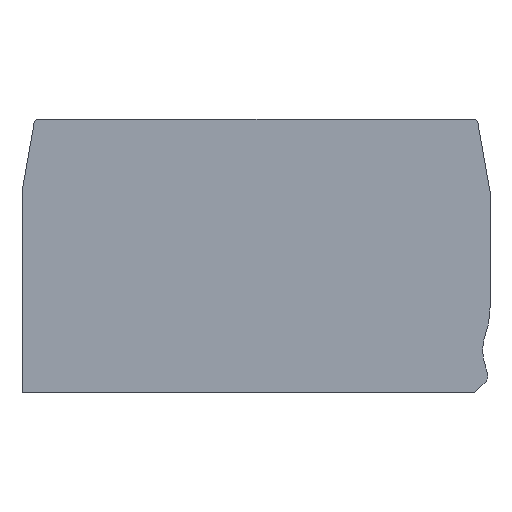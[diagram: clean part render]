
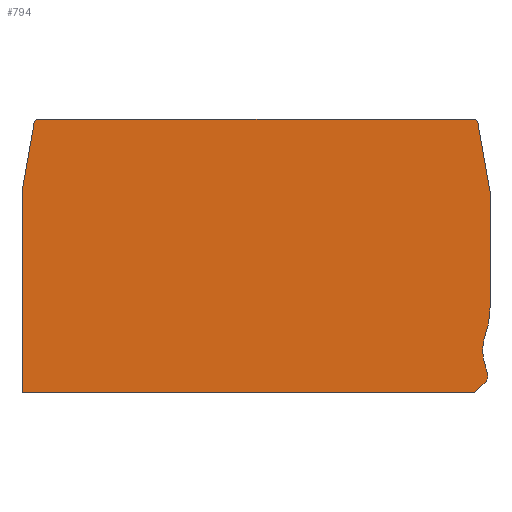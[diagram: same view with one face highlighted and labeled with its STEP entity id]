
A CAD part, top view. The second image highlights one B-rep face of the part: STEP entity #794.
In plain terms, the highlighted planar face has unit normal (0, 0, 1).
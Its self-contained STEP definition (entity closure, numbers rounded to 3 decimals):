
#165=CARTESIAN_POINT('',(22.553,-0.5,1.5));
#166=DIRECTION('',(0.,0.,1.));
#167=DIRECTION('',(0.985,0.174,0.));
#168=AXIS2_PLACEMENT_3D('',#165,#166,#167);
#170=DIRECTION('',(-0.174,0.985,0.));
#171=VECTOR('',#170,7.227);
#172=CARTESIAN_POINT('',(24.3,-7.53,1.5));
#173=LINE('',#172,#171);
#174=CARTESIAN_POINT('',(16.3,-19.608,1.5));
#175=DIRECTION('',(0.,0.,1.));
#176=DIRECTION('',(0.943,-0.332,0.));
#177=AXIS2_PLACEMENT_3D('',#174,#175,#176);
#179=CARTESIAN_POINT('',(28.8,-24.003,1.5));
#180=DIRECTION('',(0.,0.,-1.));
#181=DIRECTION('',(-1.,0.,0.));
#182=AXIS2_PLACEMENT_3D('',#179,#180,#181);
#184=CARTESIAN_POINT('',(28.8,-24.003,1.5));
#185=DIRECTION('',(0.,0.,-1.));
#186=DIRECTION('',(-0.943,-0.332,0.));
#187=AXIS2_PLACEMENT_3D('',#184,#185,#186);
#189=CARTESIAN_POINT('',(16.3,-28.397,1.5));
#190=DIRECTION('',(0.,0.,1.));
#191=DIRECTION('',(0.968,0.249,0.));
#192=AXIS2_PLACEMENT_3D('',#189,#190,#191);
#194=CARTESIAN_POINT('',(23.079,-26.653,1.5));
#195=DIRECTION('',(0.,0.,1.));
#196=DIRECTION('',(1.,0.,0.));
#197=AXIS2_PLACEMENT_3D('',#194,#195,#196);
#199=CARTESIAN_POINT('',(23.079,-26.653,1.5));
#200=DIRECTION('',(0.,0.,1.));
#201=DIRECTION('',(0.707,-0.707,0.));
#202=AXIS2_PLACEMENT_3D('',#199,#200,#201);
#204=DIRECTION('',(0.707,0.707,0.));
#205=VECTOR('',#204,1.541);
#206=CARTESIAN_POINT('',(22.696,-28.45,1.5));
#207=LINE('',#206,#205);
#208=DIRECTION('',(-0.174,-0.985,0.));
#209=VECTOR('',#208,7.227);
#210=CARTESIAN_POINT('',(-23.045,-0.413,1.5));
#211=LINE('',#210,#209);
#212=CARTESIAN_POINT('',(-22.553,-0.5,1.5));
#213=DIRECTION('',(0.,0.,1.));
#214=DIRECTION('',(0.,1.,0.));
#215=AXIS2_PLACEMENT_3D('',#212,#213,#214);
#229=DIRECTION('',(1.,0.,0.));
#230=VECTOR('',#229,45.105);
#231=CARTESIAN_POINT('',(-22.553,0.,1.5));
#232=LINE('',#231,#230);
#241=DIRECTION('',(0.,-1.,0.));
#242=VECTOR('',#241,12.078);
#243=CARTESIAN_POINT('',(24.3,-7.53,1.5));
#244=LINE('',#243,#242);
#281=DIRECTION('',(-1.,0.,0.));
#282=VECTOR('',#281,46.996);
#283=CARTESIAN_POINT('',(22.696,-28.45,1.5));
#284=LINE('',#283,#282);
#293=DIRECTION('',(0.,1.,0.));
#294=VECTOR('',#293,20.92);
#295=CARTESIAN_POINT('',(-24.3,-28.45,1.5));
#296=LINE('',#295,#294);
#464=CARTESIAN_POINT('',(23.55,-24.003,1.5));
#466=VERTEX_POINT('',#464);
#473=CARTESIAN_POINT('',(23.847,-25.744,1.5));
#474=VERTEX_POINT('',#473);
#491=CARTESIAN_POINT('',(23.847,-22.261,1.5));
#492=CARTESIAN_POINT('',(24.3,-19.608,1.5));
#493=VERTEX_POINT('',#491);
#494=VERTEX_POINT('',#492);
#495=CARTESIAN_POINT('',(24.3,-7.53,1.5));
#497=VERTEX_POINT('',#495);
#505=CARTESIAN_POINT('',(24.048,-26.404,1.5));
#506=VERTEX_POINT('',#505);
#509=CARTESIAN_POINT('',(23.045,-0.413,1.5));
#511=VERTEX_POINT('',#509);
#521=CARTESIAN_POINT('',(-24.3,-28.45,1.5));
#523=VERTEX_POINT('',#521);
#526=CARTESIAN_POINT('',(22.553,0.,1.5));
#528=VERTEX_POINT('',#526);
#529=CARTESIAN_POINT('',(22.696,-28.45,1.5));
#530=VERTEX_POINT('',#529);
#534=CARTESIAN_POINT('',(-23.045,-0.413,1.5));
#536=VERTEX_POINT('',#534);
#541=CARTESIAN_POINT('',(-24.3,-7.53,1.5));
#543=VERTEX_POINT('',#541);
#547=CARTESIAN_POINT('',(-22.553,0.,1.5));
#548=VERTEX_POINT('',#547);
#561=CARTESIAN_POINT('',(23.786,-27.36,1.5));
#562=CARTESIAN_POINT('',(24.079,-26.653,1.5));
#563=VERTEX_POINT('',#561);
#564=VERTEX_POINT('',#562);
#758=CARTESIAN_POINT('',(-22.553,-0.5,1.5));
#759=DIRECTION('',(0.,0.,1.));
#760=DIRECTION('',(1.,0.,0.));
#761=AXIS2_PLACEMENT_3D('',#758,#759,#760);
#762=PLANE('',#761);
#764=ORIENTED_EDGE('',*,*,#763,.F.);
#766=ORIENTED_EDGE('',*,*,#765,.F.);
#768=ORIENTED_EDGE('',*,*,#767,.T.);
#770=ORIENTED_EDGE('',*,*,#769,.F.);
#772=ORIENTED_EDGE('',*,*,#771,.F.);
#774=ORIENTED_EDGE('',*,*,#773,.F.);
#776=ORIENTED_EDGE('',*,*,#775,.F.);
#778=ORIENTED_EDGE('',*,*,#777,.F.);
#780=ORIENTED_EDGE('',*,*,#779,.F.);
#782=ORIENTED_EDGE('',*,*,#781,.F.);
#784=ORIENTED_EDGE('',*,*,#783,.T.);
#786=ORIENTED_EDGE('',*,*,#785,.T.);
#788=ORIENTED_EDGE('',*,*,#787,.F.);
#789=ORIENTED_EDGE('',*,*,#748,.F.);
#791=ORIENTED_EDGE('',*,*,#790,.T.);
#792=EDGE_LOOP('',(#764,#766,#768,#770,#772,#774,#776,#778,#780,#782,#784,#786,
#788,#789,#791));
#793=FACE_OUTER_BOUND('',#792,.F.);
#794=ADVANCED_FACE('',(#793),#762,.T.);
#169=CIRCLE('',#168,0.5);
#178=CIRCLE('',#177,8.);
#183=CIRCLE('',#182,5.25);
#188=CIRCLE('',#187,5.25);
#193=CIRCLE('',#192,8.);
#198=CIRCLE('',#197,1.);
#203=CIRCLE('',#202,1.);
#216=CIRCLE('',#215,0.5);
#748=EDGE_CURVE('',#548,#536,#216,.T.);
#763=EDGE_CURVE('',#511,#528,#169,.T.);
#765=EDGE_CURVE('',#497,#511,#173,.T.);
#767=EDGE_CURVE('',#497,#494,#244,.T.);
#769=EDGE_CURVE('',#493,#494,#178,.T.);
#771=EDGE_CURVE('',#466,#493,#183,.T.);
#773=EDGE_CURVE('',#474,#466,#188,.T.);
#775=EDGE_CURVE('',#506,#474,#193,.T.);
#777=EDGE_CURVE('',#564,#506,#198,.T.);
#779=EDGE_CURVE('',#563,#564,#203,.T.);
#781=EDGE_CURVE('',#530,#563,#207,.T.);
#783=EDGE_CURVE('',#530,#523,#284,.T.);
#785=EDGE_CURVE('',#523,#543,#296,.T.);
#787=EDGE_CURVE('',#536,#543,#211,.T.);
#790=EDGE_CURVE('',#548,#528,#232,.T.);
